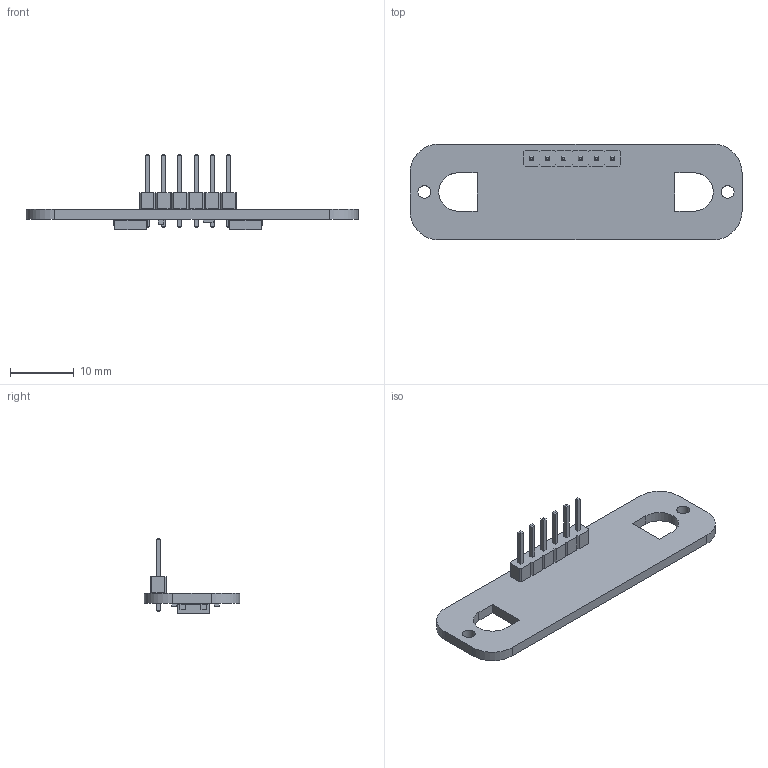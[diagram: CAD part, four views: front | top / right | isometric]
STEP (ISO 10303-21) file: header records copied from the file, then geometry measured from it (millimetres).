
FILE_DESCRIPTION(('KiCad electronic assembly'),'2;1');
FILE_NAME('MainBoard-Rev3.step','2025-05-11T17:59:42',('Pcbnew'),( 'Kicad'),'Open CASCADE STEP processor 7.8','KiCad to STEP converter' ,'Unknown');
FILE_SCHEMA(('AUTOMOTIVE_DESIGN { 1 0 10303 214 1 1 1 1 }'));
Length unit declared in the file: millimetre
Products named in the file (10): MainBoard-Rev3 1; PinHeader_1x06_P2.54mm_Vertical; PinHeader_1x06_P254mm_Vertical; LED_WS2812B_PLCC4_5.0x5.0mm_P3.2mm; LED_WS2812B_PLCC4_50x50mm_P32mm; R_0603_1608Metric; C_0603_1608Metric; _autosave-Final_PCB
Assembly tree (11 placements, depth 3):
  MainBoard-Rev3 1
    PinHeader_1x06_P2.54mm_Vertical
      PinHeader_1x06_P254mm_Vertical
    LED_WS2812B_PLCC4_5.0x5.0mm_P3.2mm  x2
      LED_WS2812B_PLCC4_50x50mm_P32mm
    R_0603_1608Metric  x2
      R_0603_1608Metric
    C_0603_1608Metric
      C_0603_1608Metric
    _autosave-Final_PCB
Bounding box: 52 x 15 x 11.84 mm (x, y, z)
Volume: 1288.4 mm3; surface area: 2198.6 mm2
Topology: 7 solids, 7 shells, 390 faces, 1036 edges, 668 vertices
Faces by surface type: plane 302, cylinder 86, cone 2
Full cylindrical faces by diameter (mm): 1 x6, 2 x2, 3.333 x2
Entity records: 11022 total; most frequent: CARTESIAN_POINT 1567, ORIENTED_EDGE 1534, DIRECTION 1491, EDGE_CURVE 767, LINE 659, VECTOR 659, VERTEX_POINT 492, AXIS2_PLACEMENT_3D 416
